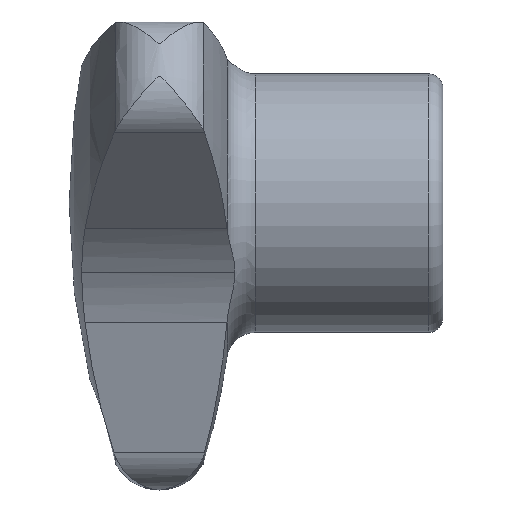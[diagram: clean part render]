
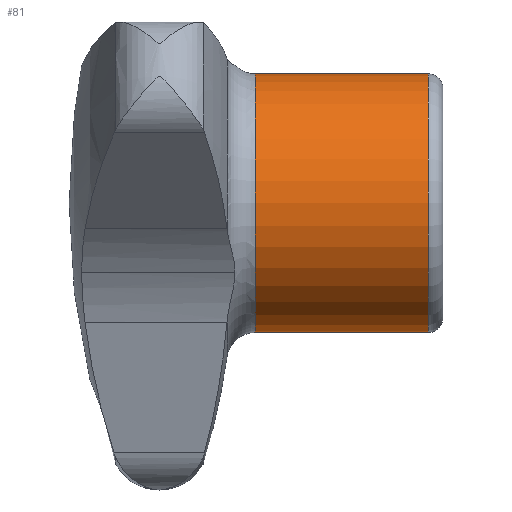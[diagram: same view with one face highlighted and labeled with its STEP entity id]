
A CAD part, left-side view. The second image highlights one B-rep face of the part: STEP entity #81.
In plain terms, the highlighted cylindrical face has radius 9 mm (diameter 18 mm), a full revolution.
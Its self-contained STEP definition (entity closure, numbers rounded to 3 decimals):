
#81 = ADVANCED_FACE( '', ( #123, #124 ), #125, .T. );
#123 = FACE_OUTER_BOUND( '', #196, .T. );
#124 = FACE_OUTER_BOUND( '', #197, .T. );
#125 = CYLINDRICAL_SURFACE( '', #198, 9. );
#196 = EDGE_LOOP( '', ( #359 ) );
#197 = EDGE_LOOP( '', ( #360 ) );
#198 = AXIS2_PLACEMENT_3D( '', #361, #362, #363 );
#359 = ORIENTED_EDGE( '', *, *, #585, .F. );
#360 = ORIENTED_EDGE( '', *, *, #586, .T. );
#361 = CARTESIAN_POINT( '', ( 0., 0., 0. ) );
#362 = DIRECTION( '', ( 0., 1., 0. ) );
#363 = DIRECTION( '', ( 0., 0., -1. ) );
#585 = EDGE_CURVE( '', #680, #680, #681, .T. );
#586 = EDGE_CURVE( '', #682, #682, #683, .T. );
#680 = VERTEX_POINT( '', #1041 );
#681 = CIRCLE( '', #1042, 9. );
#682 = VERTEX_POINT( '', #1043 );
#683 = CIRCLE( '', #1044, 9. );
#1041 = CARTESIAN_POINT( '', ( 0., 1., -9. ) );
#1042 = AXIS2_PLACEMENT_3D( '', #1305, #1306, #1307 );
#1043 = CARTESIAN_POINT( '', ( 0., 13.04, -9. ) );
#1044 = AXIS2_PLACEMENT_3D( '', #1308, #1309, #1310 );
#1305 = CARTESIAN_POINT( '', ( 0., 1., 0. ) );
#1306 = DIRECTION( '', ( 0., -1., 0. ) );
#1307 = DIRECTION( '', ( 0., 0., -1. ) );
#1308 = CARTESIAN_POINT( '', ( 0., 13.04, 0. ) );
#1309 = DIRECTION( '', ( 0., -1., 0. ) );
#1310 = DIRECTION( '', ( 0., 0., -1. ) );
